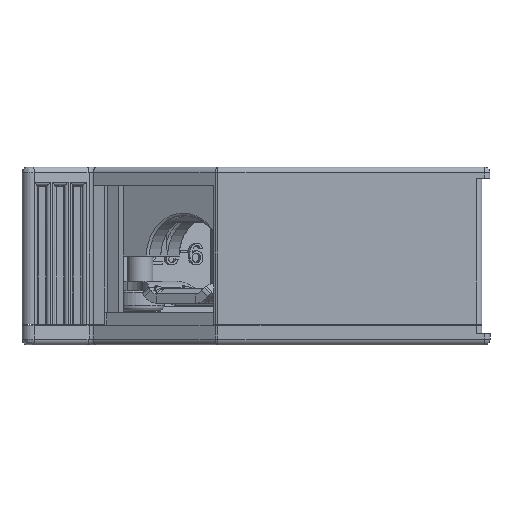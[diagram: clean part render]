
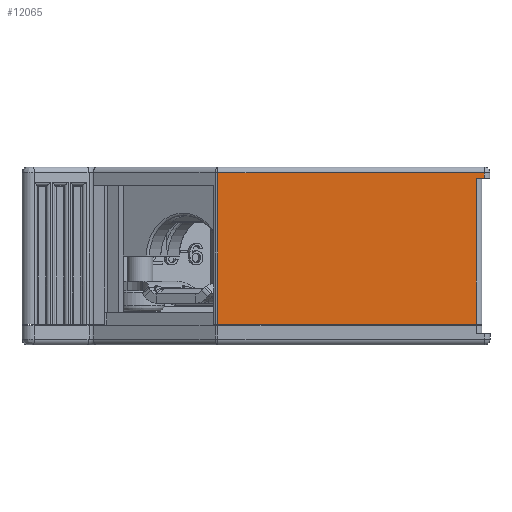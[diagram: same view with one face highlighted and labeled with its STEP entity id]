
A CAD part, left-side view. The second image highlights one B-rep face of the part: STEP entity #12065.
In plain terms, the highlighted planar face has unit normal (-1, 0, 0).
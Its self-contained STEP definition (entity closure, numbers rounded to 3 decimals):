
#10719=PLANE('',#37052);
#12065=ADVANCED_FACE('',(#13805),#10719,.F.);
#13805=FACE_OUTER_BOUND('',#15221,.T.);
#15221=EDGE_LOOP('',(#22658,#22659,#22660,#22661,#22662,#22663));
#16701=LINE('',#52821,#18690);
#17025=LINE('',#54808,#19028);
#17026=LINE('',#54811,#19029);
#17027=LINE('',#54813,#19030);
#17028=LINE('',#54814,#19031);
#17029=LINE('',#54816,#19032);
#18690=VECTOR('',#39499,1.);
#19028=VECTOR('',#40243,1.);
#19029=VECTOR('',#40244,1.);
#19030=VECTOR('',#40245,1.);
#19031=VECTOR('',#40246,1.);
#19032=VECTOR('',#40247,1.);
#22658=ORIENTED_EDGE('',*,*,#31821,.T.);
#22659=ORIENTED_EDGE('',*,*,#31822,.T.);
#22660=ORIENTED_EDGE('',*,*,#31823,.T.);
#22661=ORIENTED_EDGE('',*,*,#31258,.T.);
#22662=ORIENTED_EDGE('',*,*,#31824,.T.);
#22663=ORIENTED_EDGE('',*,*,#31825,.F.);
#28502=VERTEX_POINT('',#52820);
#28503=VERTEX_POINT('',#52822);
#28981=VERTEX_POINT('',#54809);
#28982=VERTEX_POINT('',#54810);
#28983=VERTEX_POINT('',#54812);
#28984=VERTEX_POINT('',#54815);
#31258=EDGE_CURVE('',#28503,#28502,#16701,.T.);
#31821=EDGE_CURVE('',#28981,#28982,#17025,.T.);
#31822=EDGE_CURVE('',#28982,#28983,#17026,.T.);
#31823=EDGE_CURVE('',#28983,#28503,#17027,.T.);
#31824=EDGE_CURVE('',#28502,#28984,#17028,.T.);
#31825=EDGE_CURVE('',#28981,#28984,#17029,.T.);
#37052=AXIS2_PLACEMENT_3D('',#54817,#40248,#40249);
#39499=DIRECTION('',(0.,-1.,0.));
#40243=DIRECTION('',(0.,0.,1.));
#40244=DIRECTION('',(0.,1.,0.));
#40245=DIRECTION('',(0.,0.,-1.));
#40246=DIRECTION('',(0.,0.,1.));
#40247=DIRECTION('',(0.,1.,0.));
#40248=DIRECTION('',(1.,0.,0.));
#40249=DIRECTION('',(0.,1.,0.));
#52820=CARTESIAN_POINT('',(-15.5,-4.512,0.));
#52821=CARTESIAN_POINT('',(-15.5,17.963,0.));
#52822=CARTESIAN_POINT('',(-15.5,17.829,0.));
#54808=CARTESIAN_POINT('',(-15.5,-5.212,13.6));
#54809=CARTESIAN_POINT('',(-15.5,-5.212,12.6));
#54810=CARTESIAN_POINT('',(-15.5,-5.212,13.1));
#54811=CARTESIAN_POINT('',(-15.5,17.829,13.1));
#54812=CARTESIAN_POINT('',(-15.5,17.829,13.1));
#54813=CARTESIAN_POINT('',(-15.5,17.829,13.6));
#54814=CARTESIAN_POINT('',(-15.5,-4.512,13.6));
#54815=CARTESIAN_POINT('',(-15.5,-4.512,12.6));
#54816=CARTESIAN_POINT('',(-15.5,-5.712,12.6));
#54817=CARTESIAN_POINT('',(-15.5,17.963,13.6));
